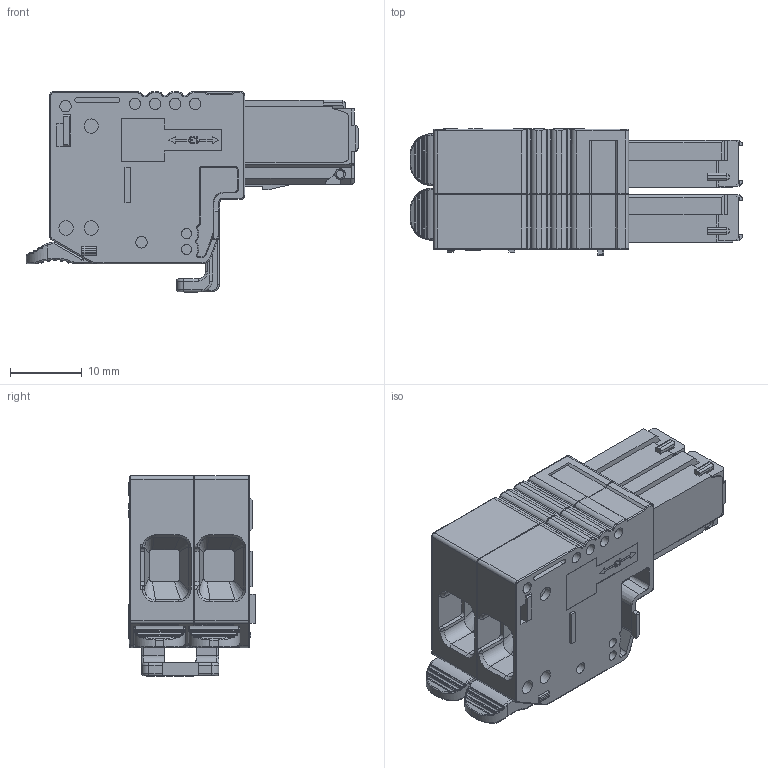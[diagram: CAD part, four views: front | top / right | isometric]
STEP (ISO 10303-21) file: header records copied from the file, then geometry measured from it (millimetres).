
FILE_DESCRIPTION(/* description */ ('Unknown'),/* implementation_level */ '2;1');
FILE_NAME(/* name */ '5EDGKDL-7.62-02P-1Y-00A(H)-T0-C',/* time_stamp */ '2021-10-26T15:47:23+08:00',/* author */ ('Unknown'),/* organization */ ('Unknown'),/* preprocessor_version */ 'ST-DEVELOPER v16.7',/* originating_system */ 'Solid Edge',/* authorisation */ 'Unknown');
FILE_SCHEMA (('TECHNICAL_DATA_PACKAGING','AUTOMOTIVE_DESIGN {1 0 10303 214 3 1 1}'));
Products named in the file (1): 5EDGKDL-04P
Bounding box: 46.3 x 17.66 x 27.97 mm (x, y, z)
Volume: 11004.3 mm3; surface area: 7796.7 mm2
Topology: 1 solids, 17 shells, 2357 faces, 6270 edges, 3991 vertices
Faces by surface type: plane 1368, cylinder 625, torus 179, bspline 78, cone 71, sphere 36
Full cylindrical faces by diameter (mm): 1.38 x4, 1.4 x4, 1.45 x4, 1.58 x14, 1.6 x16, 1.8 x6, 1.98 x6, 2 x8, 2.02 x2, 2.2 x5
Entity records: 75050 total; most frequent: CARTESIAN_POINT 17166, ORIENTED_EDGE 12154, DIRECTION 11815, EDGE_CURVE 6077, LINE 4225, VECTOR 4225, VERTEX_POINT 3924, AXIS2_PLACEMENT_3D 3795
